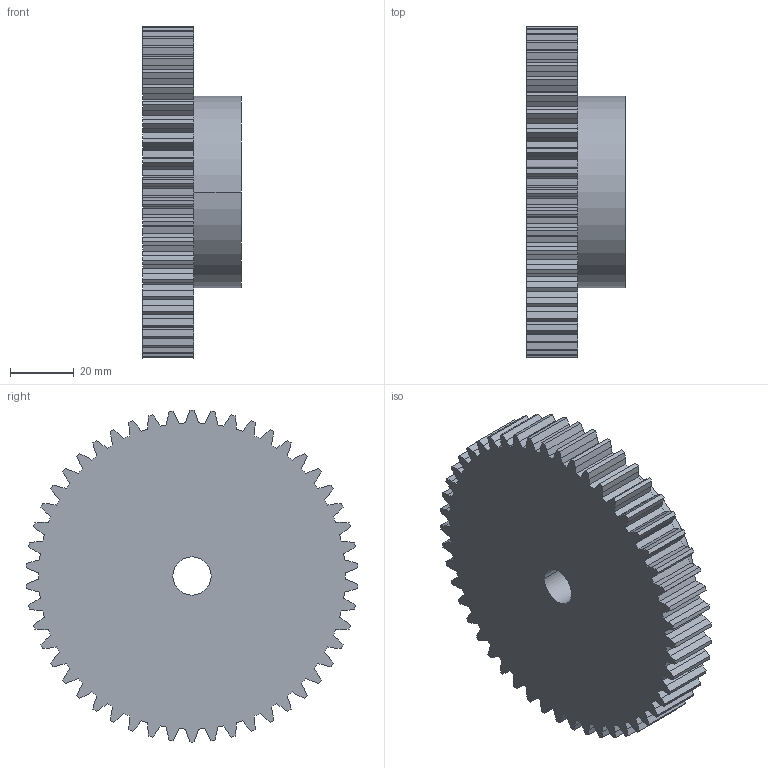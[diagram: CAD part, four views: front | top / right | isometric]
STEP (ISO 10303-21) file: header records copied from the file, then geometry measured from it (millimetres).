
FILE_DESCRIPTION( ( '' ), '1' );
FILE_NAME( 'artikel_nr___29605000.stp', '2007-11-07T02:07:12', ( '' ), ( '' ), ' ', ' ', ' ' );
FILE_SCHEMA( ( 'automotive_design' ) );
Length unit declared in the file: millimetre
Products named in the file (1): 1
Bounding box: 31 x 103.87 x 104 mm (x, y, z)
Volume: 163527 mm3; surface area: 28835.6 mm2
Topology: 1 solids, 1 shells, 307 faces, 912 edges, 608 vertices
Faces by surface type: plane 203, cylinder 104
Entity records: 20358 total; most frequent: STYLED_ITEM 1828, PRESENTATION_STYLE_ASSIGNMENT 1828, CARTESIAN_POINT 1828, COLOUR_RGB 1828, ORIENTED_EDGE 1824, DIRECTION 1736, EDGE_CURVE 912, CURVE_STYLE 912
